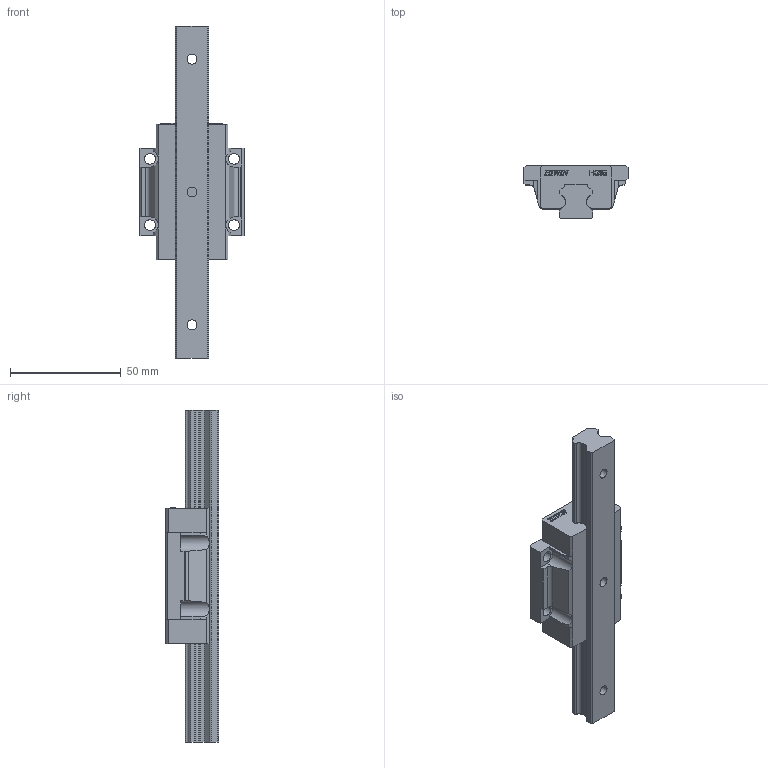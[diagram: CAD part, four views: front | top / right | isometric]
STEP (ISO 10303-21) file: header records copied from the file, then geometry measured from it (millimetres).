
FILE_DESCRIPTION((''),'2;1');
FILE_NAME('HGW_15_ASM','2006-08-23T',('lansro'),(''),'PRO/ENGINEER BY PARAMETRIC TECHNOLOGY CORPORATION, 2004360','PRO/ENGINEER BY PARAMETRIC TECHNOLOGY CORPORATION, 2004360','');
FILE_SCHEMA(('CONFIG_CONTROL_DESIGN'));
Length unit declared in the file: millimetre
Products named in the file (3): HGW15; HGR15; HGW_15_ASM
Assembly tree (2 placements, depth 2):
  HGW_15_ASM
    HGW15
    HGR15
Bounding box: 47 x 24 x 150 mm (x, y, z)
Volume: 63019.2 mm3; surface area: 20798.4 mm2
Topology: 2 solids, 2 shells, 406 faces, 1162 edges, 772 vertices
Faces by surface type: plane 294, extrusion 60, cylinder 52
Entity records: 13513 total; most frequent: CARTESIAN_POINT 2951, ORIENTED_EDGE 2324, DIRECTION 1888, EDGE_CURVE 1162, VECTOR 978, LINE 918, VERTEX_POINT 772, AXIS2_PLACEMENT_3D 455
